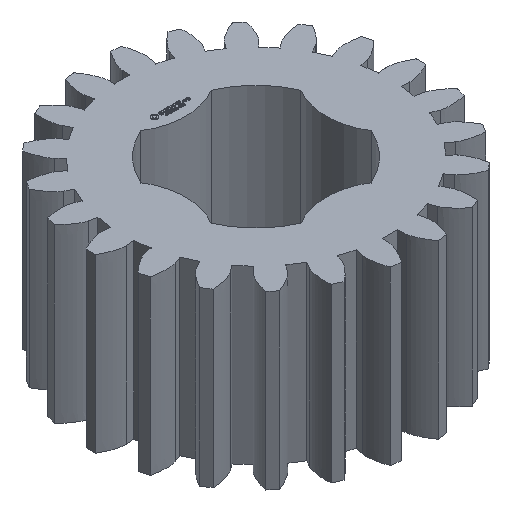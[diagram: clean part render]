
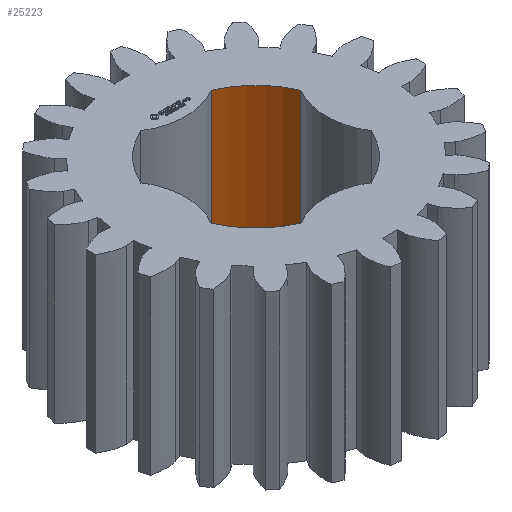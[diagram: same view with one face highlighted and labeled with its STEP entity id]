
A CAD part, isometric view. The second image highlights one B-rep face of the part: STEP entity #25223.
In plain terms, the highlighted cylindrical face has radius 6.35 mm (diameter 12.7 mm), a partial arc.
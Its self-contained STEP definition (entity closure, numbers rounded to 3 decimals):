
#93 = PLANE('',#94);
#94 = AXIS2_PLACEMENT_3D('',#95,#96,#97);
#95 = CARTESIAN_POINT('',(0.,0.,12.5));
#96 = DIRECTION('',(0.,0.,1.));
#97 = DIRECTION('',(1.,0.,0.));
#168 = PLANE('',#169);
#169 = AXIS2_PLACEMENT_3D('',#170,#171,#172);
#170 = CARTESIAN_POINT('',(0.,0.,0.));
#171 = DIRECTION('',(0.,0.,1.));
#172 = DIRECTION('',(1.,0.,0.));
#6518 = VERTEX_POINT('',#6519);
#6519 = CARTESIAN_POINT('',(2.55,5.816,0.));
#6534 = CYLINDRICAL_SURFACE('',#6535,4.9);
#6535 = AXIS2_PLACEMENT_3D('',#6536,#6537,#6538);
#6536 = CARTESIAN_POINT('',(0.,10.,0.));
#6537 = DIRECTION('',(0.,-0.,-1.));
#6538 = DIRECTION('',(0.707,0.707,0.));
#6546 = EDGE_CURVE('',#6547,#6518,#6549,.T.);
#6547 = VERTEX_POINT('',#6548);
#6548 = CARTESIAN_POINT('',(5.816,2.55,0.));
#6549 = SURFACE_CURVE('',#6550,(#6555,#6562),.PCURVE_S1.);
#6550 = CIRCLE('',#6551,6.35);
#6551 = AXIS2_PLACEMENT_3D('',#6552,#6553,#6554);
#6552 = CARTESIAN_POINT('',(0.,0.,0.));
#6553 = DIRECTION('',(0.,-0.,1.));
#6554 = DIRECTION('',(0.707,0.707,0.));
#6555 = PCURVE('',#168,#6556);
#6556 = DEFINITIONAL_REPRESENTATION('',(#6557),#6561);
#6557 = CIRCLE('',#6558,6.35);
#6558 = AXIS2_PLACEMENT_2D('',#6559,#6560);
#6559 = CARTESIAN_POINT('',(0.,0.));
#6560 = DIRECTION('',(0.707,0.707));
#6561 = ( GEOMETRIC_REPRESENTATION_CONTEXT(2) 
PARAMETRIC_REPRESENTATION_CONTEXT() REPRESENTATION_CONTEXT('2D SPACE',''
  ) );
#6562 = PCURVE('',#6563,#6568);
#6563 = CYLINDRICAL_SURFACE('',#6564,6.35);
#6564 = AXIS2_PLACEMENT_3D('',#6565,#6566,#6567);
#6565 = CARTESIAN_POINT('',(0.,0.,0.));
#6566 = DIRECTION('',(0.,-0.,-1.));
#6567 = DIRECTION('',(0.707,0.707,0.));
#6568 = DEFINITIONAL_REPRESENTATION('',(#6569),#6573);
#6569 = LINE('',#6570,#6571);
#6570 = CARTESIAN_POINT('',(-0.,0.));
#6571 = VECTOR('',#6572,1.);
#6572 = DIRECTION('',(-1.,0.));
#6573 = ( GEOMETRIC_REPRESENTATION_CONTEXT(2) 
PARAMETRIC_REPRESENTATION_CONTEXT() REPRESENTATION_CONTEXT('2D SPACE',''
  ) );
#6592 = CYLINDRICAL_SURFACE('',#6593,4.9);
#6593 = AXIS2_PLACEMENT_3D('',#6594,#6595,#6596);
#6594 = CARTESIAN_POINT('',(10.,0.,0.));
#6595 = DIRECTION('',(0.,-0.,-1.));
#6596 = DIRECTION('',(0.707,0.707,0.));
#11146 = VERTEX_POINT('',#11147);
#11147 = CARTESIAN_POINT('',(2.55,5.816,12.5));
#11169 = EDGE_CURVE('',#11170,#11146,#11172,.T.);
#11170 = VERTEX_POINT('',#11171);
#11171 = CARTESIAN_POINT('',(5.816,2.55,12.5));
#11172 = SURFACE_CURVE('',#11173,(#11178,#11185),.PCURVE_S1.);
#11173 = CIRCLE('',#11174,6.35);
#11174 = AXIS2_PLACEMENT_3D('',#11175,#11176,#11177);
#11175 = CARTESIAN_POINT('',(0.,0.,12.5)
  );
#11176 = DIRECTION('',(0.,-0.,1.));
#11177 = DIRECTION('',(0.707,0.707,0.));
#11178 = PCURVE('',#93,#11179);
#11179 = DEFINITIONAL_REPRESENTATION('',(#11180),#11184);
#11180 = CIRCLE('',#11181,6.35);
#11181 = AXIS2_PLACEMENT_2D('',#11182,#11183);
#11182 = CARTESIAN_POINT('',(0.,0.));
#11183 = DIRECTION('',(0.707,0.707));
#11184 = ( GEOMETRIC_REPRESENTATION_CONTEXT(2) 
PARAMETRIC_REPRESENTATION_CONTEXT() REPRESENTATION_CONTEXT('2D SPACE',''
  ) );
#11185 = PCURVE('',#6563,#11186);
#11186 = DEFINITIONAL_REPRESENTATION('',(#11187),#11191);
#11187 = LINE('',#11188,#11189);
#11188 = CARTESIAN_POINT('',(-0.,-12.5));
#11189 = VECTOR('',#11190,1.);
#11190 = DIRECTION('',(-1.,0.));
#11191 = ( GEOMETRIC_REPRESENTATION_CONTEXT(2) 
PARAMETRIC_REPRESENTATION_CONTEXT() REPRESENTATION_CONTEXT('2D SPACE',''
  ) );
#25200 = EDGE_CURVE('',#6547,#11170,#25201,.T.);
#25201 = SURFACE_CURVE('',#25202,(#25206,#25213),.PCURVE_S1.);
#25202 = LINE('',#25203,#25204);
#25203 = CARTESIAN_POINT('',(5.816,2.55,0.));
#25204 = VECTOR('',#25205,1.);
#25205 = DIRECTION('',(0.,0.,1.));
#25206 = PCURVE('',#6592,#25207);
#25207 = DEFINITIONAL_REPRESENTATION('',(#25208),#25212);
#25208 = LINE('',#25209,#25210);
#25209 = CARTESIAN_POINT('',(-1.809,0.));
#25210 = VECTOR('',#25211,1.);
#25211 = DIRECTION('',(-0.,-1.));
#25212 = ( GEOMETRIC_REPRESENTATION_CONTEXT(2) 
PARAMETRIC_REPRESENTATION_CONTEXT() REPRESENTATION_CONTEXT('2D SPACE',''
  ) );
#25213 = PCURVE('',#6563,#25214);
#25214 = DEFINITIONAL_REPRESENTATION('',(#25215),#25219);
#25215 = LINE('',#25216,#25217);
#25216 = CARTESIAN_POINT('',(-5.911,0.));
#25217 = VECTOR('',#25218,1.);
#25218 = DIRECTION('',(-0.,-1.));
#25219 = ( GEOMETRIC_REPRESENTATION_CONTEXT(2) 
PARAMETRIC_REPRESENTATION_CONTEXT() REPRESENTATION_CONTEXT('2D SPACE',''
  ) );
#25223 = ADVANCED_FACE('',(#25224),#6563,.F.);
#25224 = FACE_BOUND('',#25225,.T.);
#25225 = EDGE_LOOP('',(#25226,#25227,#25228,#25249));
#25226 = ORIENTED_EDGE('',*,*,#25200,.T.);
#25227 = ORIENTED_EDGE('',*,*,#11169,.T.);
#25228 = ORIENTED_EDGE('',*,*,#25229,.F.);
#25229 = EDGE_CURVE('',#6518,#11146,#25230,.T.);
#25230 = SURFACE_CURVE('',#25231,(#25235,#25242),.PCURVE_S1.);
#25231 = LINE('',#25232,#25233);
#25232 = CARTESIAN_POINT('',(2.55,5.816,0.));
#25233 = VECTOR('',#25234,1.);
#25234 = DIRECTION('',(0.,0.,1.));
#25235 = PCURVE('',#6563,#25236);
#25236 = DEFINITIONAL_REPRESENTATION('',(#25237),#25241);
#25237 = LINE('',#25238,#25239);
#25238 = CARTESIAN_POINT('',(-6.655,0.));
#25239 = VECTOR('',#25240,1.);
#25240 = DIRECTION('',(-0.,-1.));
#25241 = ( GEOMETRIC_REPRESENTATION_CONTEXT(2) 
PARAMETRIC_REPRESENTATION_CONTEXT() REPRESENTATION_CONTEXT('2D SPACE',''
  ) );
#25242 = PCURVE('',#6534,#25243);
#25243 = DEFINITIONAL_REPRESENTATION('',(#25244),#25248);
#25244 = LINE('',#25245,#25246);
#25245 = CARTESIAN_POINT('',(-4.474,0.));
#25246 = VECTOR('',#25247,1.);
#25247 = DIRECTION('',(-0.,-1.));
#25248 = ( GEOMETRIC_REPRESENTATION_CONTEXT(2) 
PARAMETRIC_REPRESENTATION_CONTEXT() REPRESENTATION_CONTEXT('2D SPACE',''
  ) );
#25249 = ORIENTED_EDGE('',*,*,#6546,.F.);
